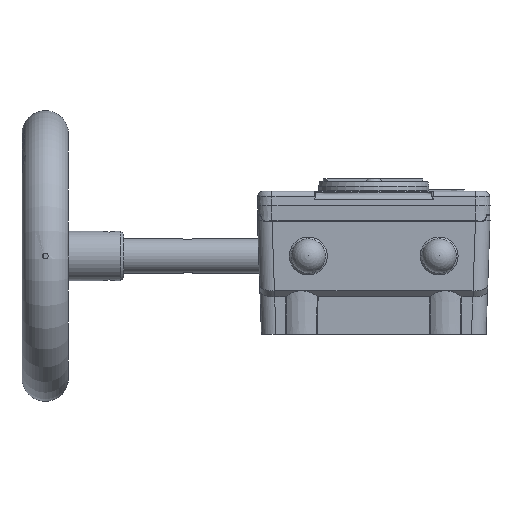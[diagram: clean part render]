
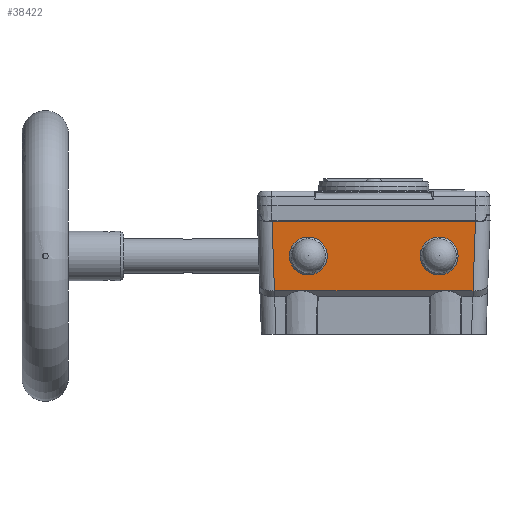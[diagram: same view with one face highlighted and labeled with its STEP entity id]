
A CAD part, front view. The second image highlights one B-rep face of the part: STEP entity #38422.
In plain terms, the highlighted planar face has unit normal (0, -0.999, -0.035).
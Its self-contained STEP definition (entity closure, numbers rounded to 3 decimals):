
#1338=PLANE('',#42295);
#1528=FACE_BOUND('',#13708,.T.);
#1529=FACE_BOUND('',#13709,.T.);
#3942=LINE('',#109415,#6427);
#4897=LINE('',#127771,#7382);
#4962=LINE('',#128588,#7447);
#5398=LINE('',#131882,#7883);
#5559=LINE('',#132441,#8044);
#6120=LINE('',#144940,#8605);
#6427=VECTOR('',#44643,1000.);
#7382=VECTOR('',#47600,1000.);
#7447=VECTOR('',#47773,1000.);
#7883=VECTOR('',#49007,1000.);
#8044=VECTOR('',#49534,1000.);
#8605=VECTOR('',#52469,1000.);
#8974=ELLIPSE('',#40750,6.504,6.5);
#9094=ELLIPSE('',#42294,6.504,6.5);
#11305=FACE_OUTER_BOUND('',#13707,.T.);
#13707=EDGE_LOOP('',(#35270,#35271,#35272,#35273,#35274,#35275));
#13708=EDGE_LOOP('',(#35276));
#13709=EDGE_LOOP('',(#35277));
#15755=VERTEX_POINT('',#109413);
#15756=VERTEX_POINT('',#109414);
#16070=VERTEX_POINT('',#113183);
#17085=VERTEX_POINT('',#127770);
#17457=VERTEX_POINT('',#130116);
#17586=VERTEX_POINT('',#131880);
#17738=VERTEX_POINT('',#132440);
#18379=VERTEX_POINT('',#144936);
#19889=EDGE_CURVE('',#15755,#15756,#3942,.T.);
#21634=EDGE_CURVE('',#17085,#15756,#4897,.F.);
#21739=EDGE_CURVE('',#16070,#17085,#4962,.T.);
#22208=EDGE_CURVE('',#17457,#17457,#8974,.F.);
#22433=EDGE_CURVE('',#15755,#17586,#5398,.F.);
#22674=EDGE_CURVE('',#17738,#16070,#5559,.T.);
#24014=EDGE_CURVE('',#18379,#18379,#9094,.F.);
#24015=EDGE_CURVE('',#17586,#17738,#6120,.T.);
#35270=ORIENTED_EDGE('',*,*,#19889,.F.);
#35271=ORIENTED_EDGE('',*,*,#22433,.T.);
#35272=ORIENTED_EDGE('',*,*,#24015,.T.);
#35273=ORIENTED_EDGE('',*,*,#22674,.T.);
#35274=ORIENTED_EDGE('',*,*,#21739,.T.);
#35275=ORIENTED_EDGE('',*,*,#21634,.T.);
#35276=ORIENTED_EDGE('',*,*,#24014,.T.);
#35277=ORIENTED_EDGE('',*,*,#22208,.T.);
#38422=ADVANCED_FACE('',(#11305,#1528,#1529),#1338,.T.);
#40750=AXIS2_PLACEMENT_3D('',#130118,#48564,#48565);
#42294=AXIS2_PLACEMENT_3D('',#144938,#52465,#52466);
#42295=AXIS2_PLACEMENT_3D('',#144939,#52467,#52468);
#44643=DIRECTION('',(1.,0.,0.));
#47600=DIRECTION('',(-0.035,0.035,-0.999));
#47773=DIRECTION('',(1.,0.,0.));
#48564=DIRECTION('center_axis',(0.,-0.999,
-0.035));
#48565=DIRECTION('ref_axis',(0.,0.035,-0.999));
#49007=DIRECTION('',(-0.035,-0.035,0.999));
#49534=DIRECTION('',(1.,0.,0.));
#52465=DIRECTION('center_axis',(0.,-0.999,
-0.035));
#52466=DIRECTION('ref_axis',(0.,0.035,-0.999));
#52467=DIRECTION('center_axis',(0.,-0.999,
-0.035));
#52468=DIRECTION('ref_axis',(0.,0.035,-0.999));
#52469=DIRECTION('',(1.,0.,0.));
#109413=CARTESIAN_POINT('',(-34.988,-33.985,38.826));
#109414=CARTESIAN_POINT('',(34.988,-33.985,38.826));
#109415=CARTESIAN_POINT('',(40.,-33.985,38.826));
#113183=CARTESIAN_POINT('',(24.749,-33.153,15.003));
#127770=CARTESIAN_POINT('',(34.156,-33.153,15.003));
#127771=CARTESIAN_POINT('',(35.009,-34.006,39.442));
#128588=CARTESIAN_POINT('',(120.,-33.153,15.003));
#130116=CARTESIAN_POINT('',(19.25,-33.375,21.371));
#130118=CARTESIAN_POINT('Origin',(22.5,-33.572,27.));
#131880=CARTESIAN_POINT('',(-34.156,-33.153,15.003));
#131882=CARTESIAN_POINT('',(-34.162,-33.159,15.177));
#132440=CARTESIAN_POINT('',(-24.749,-33.153,15.003));
#132441=CARTESIAN_POINT('',(120.,-33.153,15.003));
#144936=CARTESIAN_POINT('',(-25.75,-33.768,32.629));
#144938=CARTESIAN_POINT('Origin',(-22.5,-33.572,27.));
#144939=CARTESIAN_POINT('Origin',(0.,-34.,39.268));
#144940=CARTESIAN_POINT('',(120.,-33.153,15.003));
